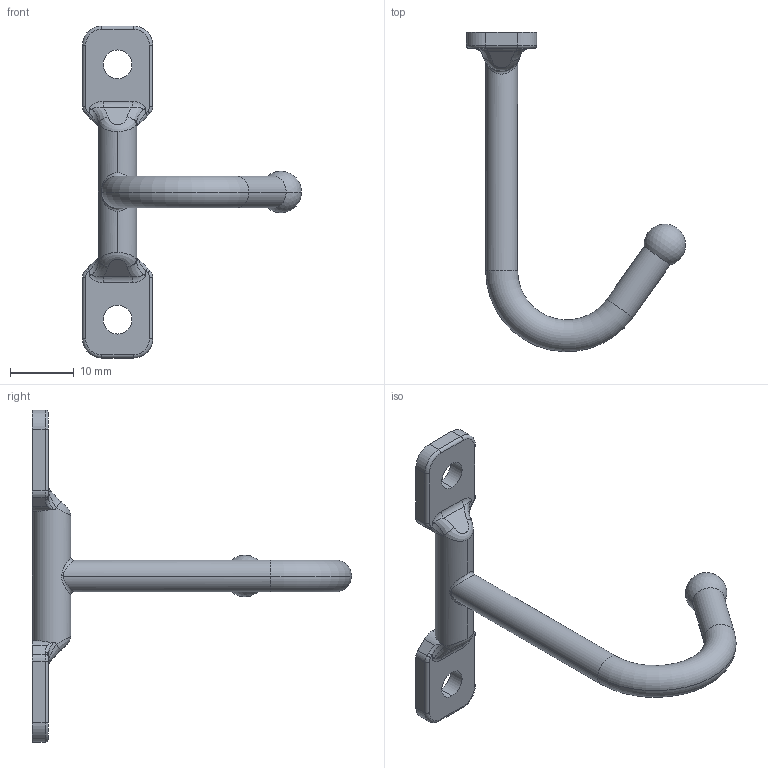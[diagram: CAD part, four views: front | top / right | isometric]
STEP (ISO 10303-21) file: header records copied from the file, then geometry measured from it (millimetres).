
FILE_DESCRIPTION(('Creo Elements/Direct Modeling STEP Export'),'2;1');
FILE_NAME('2081DM.stp','2018-11-30T 8:25:17',(''),(''),'Creo Elements/Direct Modeling STEP processor for AP214 (Solid Model)','Creo Elements/Direct Modeling 20.0 12-Nov-2016 (C) Parametric Technology GmbH','');
FILE_SCHEMA(('AUTOMOTIVE_DESIGN { 1 0 10303 214 1 1 1 1 }'));
Length unit declared in the file: millimetre
Products named in the file (2): FE-10534
Assembly tree (1 placements, depth 2):
  FE-10534
    FE-10534
Bounding box: 34.3 x 49.98 x 52 mm (x, y, z)
Volume: 2832.7 mm3; surface area: 2418.4 mm2
Topology: 1 solids, 1 shells, 86 faces, 219 edges, 129 vertices
Faces by surface type: cylinder 38, plane 20, bspline 16, torus 10, sphere 2
Entity records: 12588 total; most frequent: CARTESIAN_POINT 10705, ORIENTED_EDGE 426, DIRECTION 336, EDGE_CURVE 213, VERTEX_POINT 129, AXIS2_PLACEMENT_3D 128, EDGE_LOOP 90, FACE_OUTER_BOUND 86
